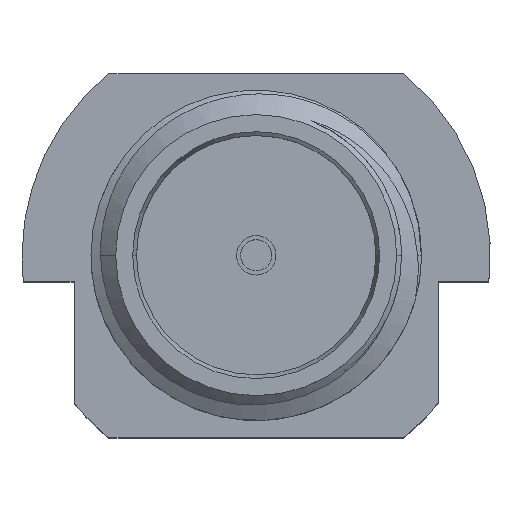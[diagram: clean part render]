
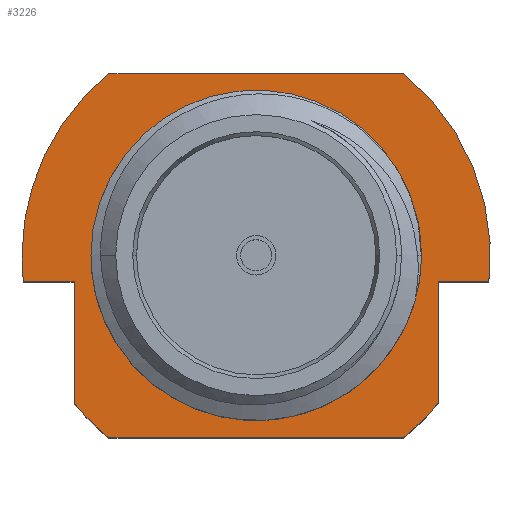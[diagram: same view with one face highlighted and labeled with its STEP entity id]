
A CAD part, top view. The second image highlights one B-rep face of the part: STEP entity #3226.
In plain terms, the highlighted planar face has unit normal (0, 0, 1).
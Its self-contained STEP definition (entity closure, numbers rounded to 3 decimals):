
#39 = EDGE_CURVE ( 'NONE', #4393, #2231, #696, .T. ) ;
#74 = AXIS2_PLACEMENT_3D ( 'NONE', #462, #1671, #4886 ) ;
#122 = ORIENTED_EDGE ( 'NONE', *, *, #371, .F. ) ;
#176 = AXIS2_PLACEMENT_3D ( 'NONE', #1143, #5093, #3884 ) ;
#229 = CARTESIAN_POINT ( 'NONE',  ( 0., 0.5, 7. ) ) ;
#295 = VECTOR ( 'NONE', #3534, 1000. ) ;
#312 = CARTESIAN_POINT ( 'NONE',  ( 0., -3., 7. ) ) ;
#356 = LINE ( 'NONE', #312, #295 ) ;
#371 = EDGE_CURVE ( 'NONE', #4393, #2825, #1560, .T. ) ;
#373 = CIRCLE ( 'NONE', #4330, 4.5 ) ;
#408 = CIRCLE ( 'NONE', #176, 2.7 ) ;
#421 = CARTESIAN_POINT ( 'NONE',  ( -2.828, 4., 7. ) ) ;
#462 = CARTESIAN_POINT ( 'NONE',  ( 0., 0.5, 7. ) ) ;
#472 = EDGE_CURVE ( 'NONE', #805, #3124, #4437, .T. ) ;
#474 = EDGE_LOOP ( 'NONE', ( #3791, #3645 ) ) ;
#584 = CARTESIAN_POINT ( 'NONE',  ( -2.828, -3., 7. ) ) ;
#633 = ORIENTED_EDGE ( 'NONE', *, *, #3448, .F. ) ;
#696 = CIRCLE ( 'NONE', #1019, 4.5 ) ;
#738 = DIRECTION ( 'NONE',  ( 1., 0., 0. ) ) ;
#751 = VECTOR ( 'NONE', #4716, 1000. ) ;
#757 = DIRECTION ( 'NONE',  ( 0., 0., 1. ) ) ;
#803 = LINE ( 'NONE', #3982, #3474 ) ;
#805 = VERTEX_POINT ( 'NONE', #4389 ) ;
#813 = CARTESIAN_POINT ( 'NONE',  ( 0., 0.5, 7. ) ) ;
#828 = DIRECTION ( 'NONE',  ( 1., 0., 0. ) ) ;
#840 = CARTESIAN_POINT ( 'NONE',  ( 0., 0., 7. ) ) ;
#850 = VECTOR ( 'NONE', #2090, 1000. ) ;
#869 = ORIENTED_EDGE ( 'NONE', *, *, #472, .F. ) ;
#1019 = AXIS2_PLACEMENT_3D ( 'NONE', #813, #1959, #1591 ) ;
#1054 = AXIS2_PLACEMENT_3D ( 'NONE', #229, #1831, #4938 ) ;
#1134 = DIRECTION ( 'NONE',  ( 0., 0., 1. ) ) ;
#1143 = CARTESIAN_POINT ( 'NONE',  ( 0., 0.5, 7. ) ) ;
#1161 = DIRECTION ( 'NONE',  ( 1., 0., 0. ) ) ;
#1225 = VERTEX_POINT ( 'NONE', #4625 ) ;
#1236 = LINE ( 'NONE', #3496, #751 ) ;
#1252 = CARTESIAN_POINT ( 'NONE',  ( -2.7, 0.5, 7. ) ) ;
#1363 = VERTEX_POINT ( 'NONE', #1474 ) ;
#1380 = EDGE_CURVE ( 'NONE', #1670, #1931, #356, .T. ) ;
#1418 = EDGE_LOOP ( 'NONE', ( #869, #3423, #122, #1433, #3289, #2617, #1609, #4833, #2165, #2350, #633 ) ) ;
#1424 = LINE ( 'NONE', #4787, #2349 ) ;
#1433 = ORIENTED_EDGE ( 'NONE', *, *, #39, .T. ) ;
#1474 = CARTESIAN_POINT ( 'NONE',  ( -3.5, 0., 7. ) ) ;
#1509 = EDGE_CURVE ( 'NONE', #1940, #1225, #408, .T. ) ;
#1560 = LINE ( 'NONE', #4419, #4599 ) ;
#1571 = EDGE_CURVE ( 'NONE', #3727, #1931, #4369, .T. ) ;
#1575 = CARTESIAN_POINT ( 'NONE',  ( 2.828, -3., 7. ) ) ;
#1591 = DIRECTION ( 'NONE',  ( 1., 0., 0. ) ) ;
#1609 = ORIENTED_EDGE ( 'NONE', *, *, #2923, .T. ) ;
#1670 = VERTEX_POINT ( 'NONE', #1575 ) ;
#1671 = DIRECTION ( 'NONE',  ( 0., 0., 1. ) ) ;
#1676 = VERTEX_POINT ( 'NONE', #4339 ) ;
#1831 = DIRECTION ( 'NONE',  ( 0., 0., 1. ) ) ;
#1931 = VERTEX_POINT ( 'NONE', #584 ) ;
#1934 = CARTESIAN_POINT ( 'NONE',  ( 0., 0.12, 7. ) ) ;
#1940 = VERTEX_POINT ( 'NONE', #1252 ) ;
#1947 = AXIS2_PLACEMENT_3D ( 'NONE', #3920, #2325, #4708 ) ;
#1959 = DIRECTION ( 'NONE',  ( 0., 0., 1. ) ) ;
#1980 = CARTESIAN_POINT ( 'NONE',  ( 3.5, 0., 7. ) ) ;
#2001 = EDGE_CURVE ( 'NONE', #1225, #1940, #4691, .T. ) ;
#2007 = DIRECTION ( 'NONE',  ( 1., 0., 0. ) ) ;
#2090 = DIRECTION ( 'NONE',  ( -1., 0., 0. ) ) ;
#2138 = DIRECTION ( 'NONE',  ( 0., 0., 1. ) ) ;
#2165 = ORIENTED_EDGE ( 'NONE', *, *, #1380, .F. ) ;
#2231 = VERTEX_POINT ( 'NONE', #2445 ) ;
#2268 = CARTESIAN_POINT ( 'NONE',  ( 2.828, 4., 7. ) ) ;
#2325 = DIRECTION ( 'NONE',  ( 0., 0., 1. ) ) ;
#2349 = VECTOR ( 'NONE', #2007, 1000. ) ;
#2350 = ORIENTED_EDGE ( 'NONE', *, *, #4569, .T. ) ;
#2445 = CARTESIAN_POINT ( 'NONE',  ( -4.5, 0.5, 7. ) ) ;
#2617 = ORIENTED_EDGE ( 'NONE', *, *, #4687, .T. ) ;
#2825 = VERTEX_POINT ( 'NONE', #2268 ) ;
#2839 = CARTESIAN_POINT ( 'NONE',  ( 3.5, -2.328, 7. ) ) ;
#2923 = EDGE_CURVE ( 'NONE', #1363, #3727, #1236, .T. ) ;
#2950 = EDGE_CURVE ( 'NONE', #805, #2825, #373, .T. ) ;
#3124 = VERTEX_POINT ( 'NONE', #1980 ) ;
#3226 = ADVANCED_FACE ( 'NONE', ( #3856, #3484 ), #4308, .T. ) ;
#3289 = ORIENTED_EDGE ( 'NONE', *, *, #3624, .T. ) ;
#3312 = AXIS2_PLACEMENT_3D ( 'NONE', #4158, #2138, #4902 ) ;
#3423 = ORIENTED_EDGE ( 'NONE', *, *, #2950, .T. ) ;
#3448 = EDGE_CURVE ( 'NONE', #3124, #3537, #803, .T. ) ;
#3474 = VECTOR ( 'NONE', #4358, 1000. ) ;
#3484 = FACE_BOUND ( 'NONE', #474, .T. ) ;
#3496 = CARTESIAN_POINT ( 'NONE',  ( -3.5, 0.12, 7. ) ) ;
#3534 = DIRECTION ( 'NONE',  ( -1., 0., 0. ) ) ;
#3537 = VERTEX_POINT ( 'NONE', #2839 ) ;
#3624 = EDGE_CURVE ( 'NONE', #2231, #1676, #4215, .T. ) ;
#3645 = ORIENTED_EDGE ( 'NONE', *, *, #2001, .F. ) ;
#3727 = VERTEX_POINT ( 'NONE', #4178 ) ;
#3791 = ORIENTED_EDGE ( 'NONE', *, *, #1509, .F. ) ;
#3856 = FACE_OUTER_BOUND ( 'NONE', #1418, .T. ) ;
#3884 = DIRECTION ( 'NONE',  ( 1., 0., 0. ) ) ;
#3920 = CARTESIAN_POINT ( 'NONE',  ( 0., 0.5, 7. ) ) ;
#3956 = CIRCLE ( 'NONE', #3312, 4.5 ) ;
#3982 = CARTESIAN_POINT ( 'NONE',  ( 3.5, 0.12, 7. ) ) ;
#4158 = CARTESIAN_POINT ( 'NONE',  ( 0., 0.5, 7. ) ) ;
#4178 = CARTESIAN_POINT ( 'NONE',  ( -3.5, -2.328, 7. ) ) ;
#4215 = CIRCLE ( 'NONE', #1054, 4.5 ) ;
#4308 = PLANE ( 'NONE',  #4860 ) ;
#4326 = CARTESIAN_POINT ( 'NONE',  ( 0., 0.5, 7. ) ) ;
#4330 = AXIS2_PLACEMENT_3D ( 'NONE', #4326, #757, #738 ) ;
#4339 = CARTESIAN_POINT ( 'NONE',  ( -4.472, 0., 7. ) ) ;
#4358 = DIRECTION ( 'NONE',  ( 0., -1., 0. ) ) ;
#4369 = CIRCLE ( 'NONE', #1947, 4.5 ) ;
#4389 = CARTESIAN_POINT ( 'NONE',  ( 4.472, 0., 7. ) ) ;
#4393 = VERTEX_POINT ( 'NONE', #421 ) ;
#4419 = CARTESIAN_POINT ( 'NONE',  ( 0., 4., 7. ) ) ;
#4437 = LINE ( 'NONE', #840, #850 ) ;
#4569 = EDGE_CURVE ( 'NONE', #1670, #3537, #3956, .T. ) ;
#4599 = VECTOR ( 'NONE', #828, 1000. ) ;
#4625 = CARTESIAN_POINT ( 'NONE',  ( 2.7, 0.5, 7. ) ) ;
#4687 = EDGE_CURVE ( 'NONE', #1676, #1363, #1424, .T. ) ;
#4691 = CIRCLE ( 'NONE', #74, 2.7 ) ;
#4708 = DIRECTION ( 'NONE',  ( 1., 0., 0. ) ) ;
#4716 = DIRECTION ( 'NONE',  ( 0., -1., 0. ) ) ;
#4787 = CARTESIAN_POINT ( 'NONE',  ( 0., 0., 7. ) ) ;
#4833 = ORIENTED_EDGE ( 'NONE', *, *, #1571, .T. ) ;
#4860 = AXIS2_PLACEMENT_3D ( 'NONE', #1934, #1134, #1161 ) ;
#4886 = DIRECTION ( 'NONE',  ( 1., 0., 0. ) ) ;
#4902 = DIRECTION ( 'NONE',  ( 1., 0., 0. ) ) ;
#4938 = DIRECTION ( 'NONE',  ( 1., 0., 0. ) ) ;
#5093 = DIRECTION ( 'NONE',  ( 0., 0., 1. ) ) ;
